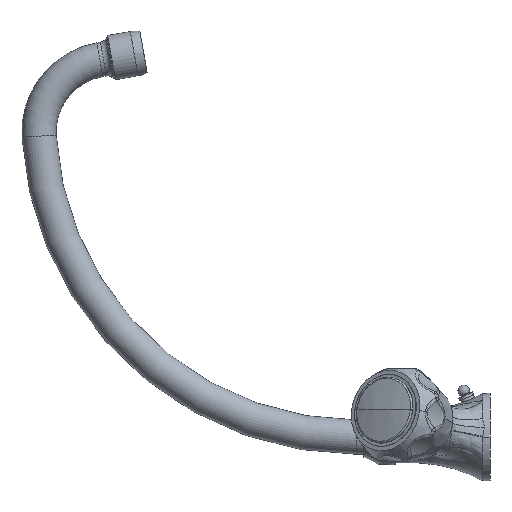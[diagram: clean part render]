
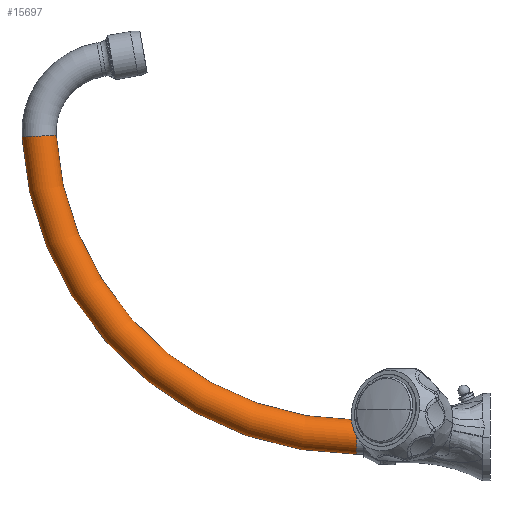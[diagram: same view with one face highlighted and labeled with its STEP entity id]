
A CAD part, left-side view. The second image highlights one B-rep face of the part: STEP entity #15697.
In plain terms, the highlighted toroidal (fillet/blend) face has major radius 166.98 mm and minor radius 9 mm.
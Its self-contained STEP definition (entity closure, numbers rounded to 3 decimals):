
#3961=CARTESIAN_POINT('',(0.,70.6,0.));
#3962=DIRECTION('',(0.,1.,0.));
#3963=DIRECTION('',(0.,0.,-1.));
#3964=AXIS2_PLACEMENT_3D('',#3961,#3962,#3963);
#3966=CARTESIAN_POINT('',(0.,70.6,166.98));
#3967=DIRECTION('',(1.,0.,0.));
#3968=DIRECTION('',(0.,0.,-1.));
#3969=AXIS2_PLACEMENT_3D('',#3966,#3967,#3968);
#3976=CARTESIAN_POINT('',(0.,70.6,166.98));
#3977=DIRECTION('',(1.,0.,0.));
#3978=DIRECTION('',(0.,0.,-1.));
#3979=AXIS2_PLACEMENT_3D('',#3976,#3977,#3978);
#3991=CARTESIAN_POINT('',(0.,237.346,
158.137));
#3992=DIRECTION('',(0.,0.053,0.999));
#3993=DIRECTION('',(0.,0.999,-0.053));
#3994=AXIS2_PLACEMENT_3D('',#3991,#3992,#3993);
#9723=CARTESIAN_POINT('',(0.,70.6,9.));
#9724=CARTESIAN_POINT('',(0.,70.6,-9.));
#9725=VERTEX_POINT('',#9723);
#9726=VERTEX_POINT('',#9724);
#9727=CARTESIAN_POINT('',(0.,228.358,
158.614));
#9728=CARTESIAN_POINT('',(0.,246.333,
157.66));
#9729=VERTEX_POINT('',#9727);
#9730=VERTEX_POINT('',#9728);
#15683=CARTESIAN_POINT('',(0.,70.6,166.98));
#15684=DIRECTION('',(1.,0.,0.));
#15685=DIRECTION('',(0.,0.,1.));
#15686=AXIS2_PLACEMENT_3D('',#15683,#15684,#15685);
#15687=TOROIDAL_SURFACE('',#15686,166.98,9.);
#15688=ORIENTED_EDGE('',*,*,#15670,.F.);
#15690=ORIENTED_EDGE('',*,*,#15689,.T.);
#15692=ORIENTED_EDGE('',*,*,#15691,.T.);
#15694=ORIENTED_EDGE('',*,*,#15693,.F.);
#15695=EDGE_LOOP('',(#15688,#15690,#15692,#15694));
#15696=FACE_OUTER_BOUND('',#15695,.F.);
#15697=ADVANCED_FACE('',(#15696),#15687,.T.);
#3965=CIRCLE('',#3964,9.);
#3970=CIRCLE('',#3969,175.98);
#3980=CIRCLE('',#3979,157.98);
#3995=CIRCLE('',#3994,9.);
#15670=EDGE_CURVE('',#9726,#9725,#3965,.T.);
#15689=EDGE_CURVE('',#9726,#9730,#3970,.T.);
#15691=EDGE_CURVE('',#9730,#9729,#3995,.T.);
#15693=EDGE_CURVE('',#9725,#9729,#3980,.T.);
